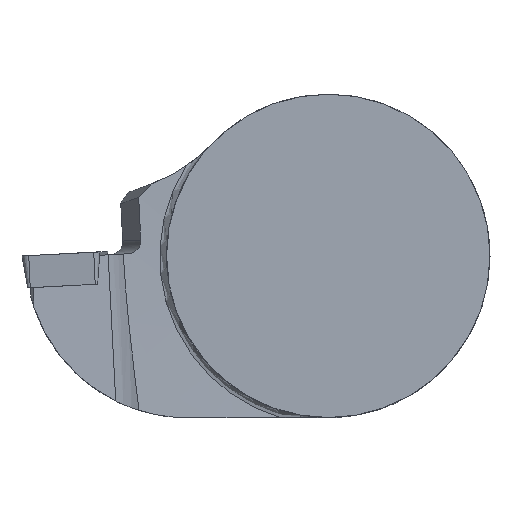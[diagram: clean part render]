
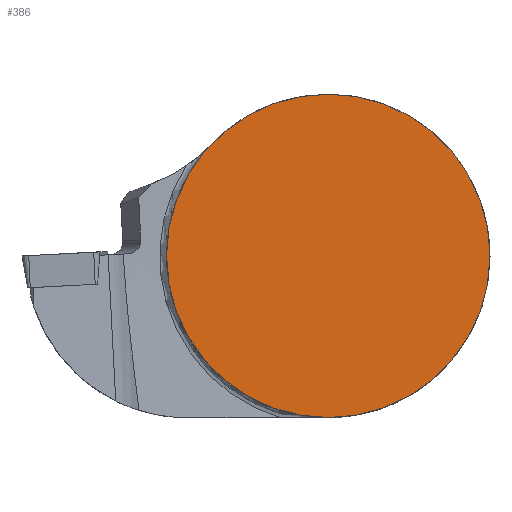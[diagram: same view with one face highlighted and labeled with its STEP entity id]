
A CAD part, top view. The second image highlights one B-rep face of the part: STEP entity #386.
In plain terms, the highlighted planar face has unit normal (0, 0, 1).
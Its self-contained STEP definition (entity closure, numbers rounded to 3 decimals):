
#386=ADVANCED_FACE('',(#478),#429,.T.);
#429=PLANE('',#1325);
#478=FACE_OUTER_BOUND('',#531,.T.);
#531=EDGE_LOOP('',(#785));
#785=ORIENTED_EDGE('',*,*,#1014,.F.);
#906=VERTEX_POINT('',#1818);
#1014=EDGE_CURVE('',#906,#906,#1135,.T.);
#1135=CIRCLE('',#1263,20.);
#1263=AXIS2_PLACEMENT_3D('',#1817,#1444,#1445);
#1325=AXIS2_PLACEMENT_3D('',#2065,#1601,#1602);
#1444=DIRECTION('',(0.,0.,-1.));
#1445=DIRECTION('',(1.,0.,0.));
#1601=DIRECTION('',(0.,0.,1.));
#1602=DIRECTION('',(1.,0.,0.));
#1817=CARTESIAN_POINT('',(0.,0.,0.));
#1818=CARTESIAN_POINT('',(20.,0.,0.));
#2065=CARTESIAN_POINT('',(0.,0.,0.));
